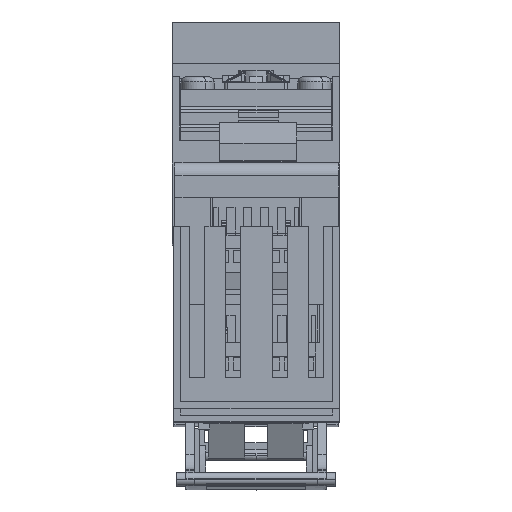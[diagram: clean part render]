
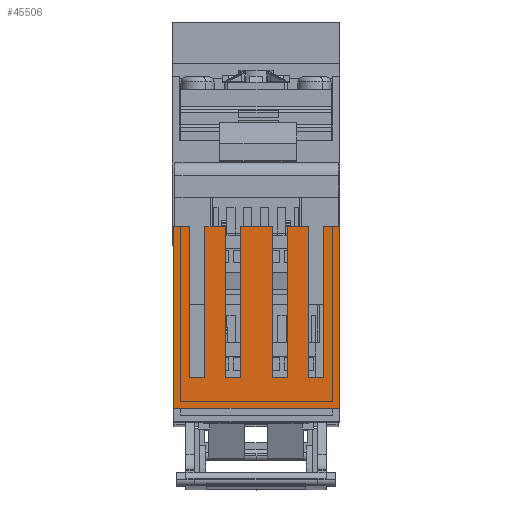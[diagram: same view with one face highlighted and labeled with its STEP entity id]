
A CAD part, top view. The second image highlights one B-rep face of the part: STEP entity #45506.
In plain terms, the highlighted planar face has unit normal (0, 0, 1).
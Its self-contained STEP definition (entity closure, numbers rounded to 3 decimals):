
#45465=AXIS2_PLACEMENT_3D('Plane Axis2P3D',#45462,#45463,#45464) ;
#44377=CARTESIAN_POINT('Vertex',(-24.616,-45.6,284.642)) ;
#44380=CARTESIAN_POINT('Line Origine',(-22.216,-45.6,284.642)) ;
#44384=CARTESIAN_POINT('Vertex',(-19.816,-45.6,284.642)) ;
#44596=CARTESIAN_POINT('Vertex',(20.184,-90.9,284.642)) ;
#44599=CARTESIAN_POINT('Line Origine',(20.184,-68.25,284.642)) ;
#44603=CARTESIAN_POINT('Vertex',(20.184,-45.6,284.642)) ;
#44779=CARTESIAN_POINT('Vertex',(9.434,-45.6,284.642)) ;
#44782=CARTESIAN_POINT('Line Origine',(12.559,-45.6,284.642)) ;
#44786=CARTESIAN_POINT('Vertex',(15.684,-45.6,284.642)) ;
#44810=CARTESIAN_POINT('Vertex',(4.934,-90.9,284.642)) ;
#44813=CARTESIAN_POINT('Line Origine',(7.184,-90.9,284.642)) ;
#44817=CARTESIAN_POINT('Vertex',(9.434,-90.9,284.642)) ;
#44841=CARTESIAN_POINT('Vertex',(4.934,-45.6,284.642)) ;
#44844=CARTESIAN_POINT('Line Origine',(4.934,-68.25,284.642)) ;
#44860=CARTESIAN_POINT('Vertex',(-4.566,-45.6,284.642)) ;
#44863=CARTESIAN_POINT('Line Origine',(0.184,-45.6,284.642)) ;
#44879=CARTESIAN_POINT('Vertex',(-9.066,-90.9,284.642)) ;
#44882=CARTESIAN_POINT('Line Origine',(-6.816,-90.9,284.642)) ;
#44886=CARTESIAN_POINT('Vertex',(-4.566,-90.9,284.642)) ;
#44910=CARTESIAN_POINT('Vertex',(-9.066,-45.6,284.642)) ;
#44913=CARTESIAN_POINT('Line Origine',(-9.066,-68.25,284.642)) ;
#44929=CARTESIAN_POINT('Vertex',(-15.316,-45.6,284.642)) ;
#44932=CARTESIAN_POINT('Line Origine',(-12.191,-45.6,284.642)) ;
#44948=CARTESIAN_POINT('Vertex',(-19.816,-90.9,284.642)) ;
#44951=CARTESIAN_POINT('Line Origine',(-17.566,-90.9,284.642)) ;
#44955=CARTESIAN_POINT('Vertex',(-15.316,-90.9,284.642)) ;
#44975=CARTESIAN_POINT('Line Origine',(-19.816,-68.25,284.642)) ;
#44991=CARTESIAN_POINT('Vertex',(15.684,-90.9,284.642)) ;
#44994=CARTESIAN_POINT('Line Origine',(17.934,-90.9,284.642)) ;
#45011=CARTESIAN_POINT('Line Origine',(15.684,-68.25,284.642)) ;
#45153=CARTESIAN_POINT('Line Origine',(-15.316,-68.25,284.642)) ;
#45170=CARTESIAN_POINT('Line Origine',(-4.566,-68.25,284.642)) ;
#45187=CARTESIAN_POINT('Line Origine',(9.434,-68.25,284.642)) ;
#45436=CARTESIAN_POINT('Line Origine',(0.184,-100.,284.642)) ;
#45440=CARTESIAN_POINT('Vertex',(-24.616,-100.,284.642)) ;
#45442=CARTESIAN_POINT('Vertex',(24.984,-100.,284.642)) ;
#45462=CARTESIAN_POINT('Axis2P3D Location',(0.184,-45.6,284.642)) ;
#45467=CARTESIAN_POINT('Line Origine',(-24.616,-72.8,284.642)) ;
#45472=CARTESIAN_POINT('Line Origine',(24.984,-72.8,284.642)) ;
#45476=CARTESIAN_POINT('Vertex',(24.984,-45.6,284.642)) ;
#45479=CARTESIAN_POINT('Line Origine',(22.584,-45.6,284.642)) ;
#44381=DIRECTION('Vector Direction',(1.,0.,0.)) ;
#44600=DIRECTION('Vector Direction',(0.,-1.,0.)) ;
#44783=DIRECTION('Vector Direction',(1.,0.,0.)) ;
#44814=DIRECTION('Vector Direction',(1.,0.,0.)) ;
#44845=DIRECTION('Vector Direction',(0.,-1.,0.)) ;
#44864=DIRECTION('Vector Direction',(1.,0.,0.)) ;
#44883=DIRECTION('Vector Direction',(1.,0.,0.)) ;
#44914=DIRECTION('Vector Direction',(0.,-1.,0.)) ;
#44933=DIRECTION('Vector Direction',(1.,0.,0.)) ;
#44952=DIRECTION('Vector Direction',(1.,0.,0.)) ;
#44976=DIRECTION('Vector Direction',(0.,-1.,0.)) ;
#44995=DIRECTION('Vector Direction',(1.,0.,0.)) ;
#45012=DIRECTION('Vector Direction',(0.,-1.,0.)) ;
#45154=DIRECTION('Vector Direction',(0.,-1.,0.)) ;
#45171=DIRECTION('Vector Direction',(0.,-1.,0.)) ;
#45188=DIRECTION('Vector Direction',(0.,-1.,0.)) ;
#45437=DIRECTION('Vector Direction',(1.,0.,0.)) ;
#45463=DIRECTION('Axis2P3D Direction',(0.,0.,1.)) ;
#45464=DIRECTION('Axis2P3D XDirection',(0.,-1.,0.)) ;
#45468=DIRECTION('Vector Direction',(0.,-1.,0.)) ;
#45473=DIRECTION('Vector Direction',(0.,-1.,0.)) ;
#45480=DIRECTION('Vector Direction',(1.,0.,0.)) ;
#44382=VECTOR('Line Direction',#44381,1.) ;
#44601=VECTOR('Line Direction',#44600,1.) ;
#44784=VECTOR('Line Direction',#44783,1.) ;
#44815=VECTOR('Line Direction',#44814,1.) ;
#44846=VECTOR('Line Direction',#44845,1.) ;
#44865=VECTOR('Line Direction',#44864,1.) ;
#44884=VECTOR('Line Direction',#44883,1.) ;
#44915=VECTOR('Line Direction',#44914,1.) ;
#44934=VECTOR('Line Direction',#44933,1.) ;
#44953=VECTOR('Line Direction',#44952,1.) ;
#44977=VECTOR('Line Direction',#44976,1.) ;
#44996=VECTOR('Line Direction',#44995,1.) ;
#45013=VECTOR('Line Direction',#45012,1.) ;
#45155=VECTOR('Line Direction',#45154,1.) ;
#45172=VECTOR('Line Direction',#45171,1.) ;
#45189=VECTOR('Line Direction',#45188,1.) ;
#45438=VECTOR('Line Direction',#45437,1.) ;
#45469=VECTOR('Line Direction',#45468,1.) ;
#45474=VECTOR('Line Direction',#45473,1.) ;
#45481=VECTOR('Line Direction',#45480,1.) ;
#45485=ORIENTED_EDGE('',*,*,#44788,.F.) ;
#45486=ORIENTED_EDGE('',*,*,#45191,.T.) ;
#45487=ORIENTED_EDGE('',*,*,#44819,.F.) ;
#45488=ORIENTED_EDGE('',*,*,#44848,.F.) ;
#45489=ORIENTED_EDGE('',*,*,#44867,.F.) ;
#45490=ORIENTED_EDGE('',*,*,#45174,.T.) ;
#45491=ORIENTED_EDGE('',*,*,#44888,.F.) ;
#45492=ORIENTED_EDGE('',*,*,#44917,.F.) ;
#45493=ORIENTED_EDGE('',*,*,#44936,.F.) ;
#45494=ORIENTED_EDGE('',*,*,#45157,.T.) ;
#45495=ORIENTED_EDGE('',*,*,#44957,.F.) ;
#45496=ORIENTED_EDGE('',*,*,#44979,.F.) ;
#45497=ORIENTED_EDGE('',*,*,#44386,.F.) ;
#45498=ORIENTED_EDGE('',*,*,#45471,.T.) ;
#45499=ORIENTED_EDGE('',*,*,#45444,.T.) ;
#45500=ORIENTED_EDGE('',*,*,#45478,.F.) ;
#45501=ORIENTED_EDGE('',*,*,#45483,.F.) ;
#45502=ORIENTED_EDGE('',*,*,#44605,.T.) ;
#45503=ORIENTED_EDGE('',*,*,#44998,.F.) ;
#45504=ORIENTED_EDGE('',*,*,#45015,.F.) ;
#45506=ADVANCED_FACE('804224_L_Bausatz ES00 SL00/100/ES00',(#45505),#45466,.T.) ;
#44386=EDGE_CURVE('',#44378,#44385,#44383,.T.) ;
#44605=EDGE_CURVE('',#44604,#44597,#44602,.T.) ;
#44788=EDGE_CURVE('',#44780,#44787,#44785,.T.) ;
#44819=EDGE_CURVE('',#44811,#44818,#44816,.T.) ;
#44848=EDGE_CURVE('',#44842,#44811,#44847,.T.) ;
#44867=EDGE_CURVE('',#44861,#44842,#44866,.T.) ;
#44888=EDGE_CURVE('',#44880,#44887,#44885,.T.) ;
#44917=EDGE_CURVE('',#44911,#44880,#44916,.T.) ;
#44936=EDGE_CURVE('',#44930,#44911,#44935,.T.) ;
#44957=EDGE_CURVE('',#44949,#44956,#44954,.T.) ;
#44979=EDGE_CURVE('',#44385,#44949,#44978,.T.) ;
#44998=EDGE_CURVE('',#44992,#44597,#44997,.T.) ;
#45015=EDGE_CURVE('',#44787,#44992,#45014,.T.) ;
#45157=EDGE_CURVE('',#44930,#44956,#45156,.T.) ;
#45174=EDGE_CURVE('',#44861,#44887,#45173,.T.) ;
#45191=EDGE_CURVE('',#44780,#44818,#45190,.T.) ;
#45444=EDGE_CURVE('',#45441,#45443,#45439,.T.) ;
#45471=EDGE_CURVE('',#44378,#45441,#45470,.T.) ;
#45478=EDGE_CURVE('',#45477,#45443,#45475,.T.) ;
#45483=EDGE_CURVE('',#44604,#45477,#45482,.T.) ;
#45484=EDGE_LOOP('',(#45485,#45486,#45487,#45488,#45489,#45490,#45491,#45492,#45493,#45494,#45495,#45496,#45497,#45498,#45499,#45500,#45501,#45502,#45503,#45504)) ;
#45505=FACE_OUTER_BOUND('',#45484,.T.) ;
#44383=LINE('Line',#44380,#44382) ;
#44602=LINE('Line',#44599,#44601) ;
#44785=LINE('Line',#44782,#44784) ;
#44816=LINE('Line',#44813,#44815) ;
#44847=LINE('Line',#44844,#44846) ;
#44866=LINE('Line',#44863,#44865) ;
#44885=LINE('Line',#44882,#44884) ;
#44916=LINE('Line',#44913,#44915) ;
#44935=LINE('Line',#44932,#44934) ;
#44954=LINE('Line',#44951,#44953) ;
#44978=LINE('Line',#44975,#44977) ;
#44997=LINE('Line',#44994,#44996) ;
#45014=LINE('Line',#45011,#45013) ;
#45156=LINE('Line',#45153,#45155) ;
#45173=LINE('Line',#45170,#45172) ;
#45190=LINE('Line',#45187,#45189) ;
#45439=LINE('Line',#45436,#45438) ;
#45470=LINE('Line',#45467,#45469) ;
#45475=LINE('Line',#45472,#45474) ;
#45482=LINE('Line',#45479,#45481) ;
#45466=PLANE('Plane',#45465) ;
#44378=VERTEX_POINT('',#44377) ;
#44385=VERTEX_POINT('',#44384) ;
#44597=VERTEX_POINT('',#44596) ;
#44604=VERTEX_POINT('',#44603) ;
#44780=VERTEX_POINT('',#44779) ;
#44787=VERTEX_POINT('',#44786) ;
#44811=VERTEX_POINT('',#44810) ;
#44818=VERTEX_POINT('',#44817) ;
#44842=VERTEX_POINT('',#44841) ;
#44861=VERTEX_POINT('',#44860) ;
#44880=VERTEX_POINT('',#44879) ;
#44887=VERTEX_POINT('',#44886) ;
#44911=VERTEX_POINT('',#44910) ;
#44930=VERTEX_POINT('',#44929) ;
#44949=VERTEX_POINT('',#44948) ;
#44956=VERTEX_POINT('',#44955) ;
#44992=VERTEX_POINT('',#44991) ;
#45441=VERTEX_POINT('',#45440) ;
#45443=VERTEX_POINT('',#45442) ;
#45477=VERTEX_POINT('',#45476) ;
